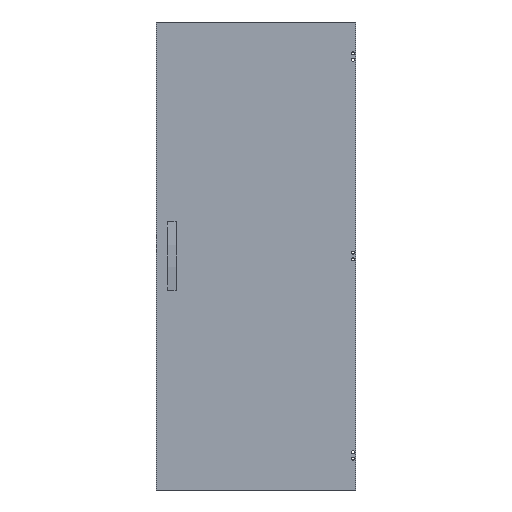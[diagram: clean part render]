
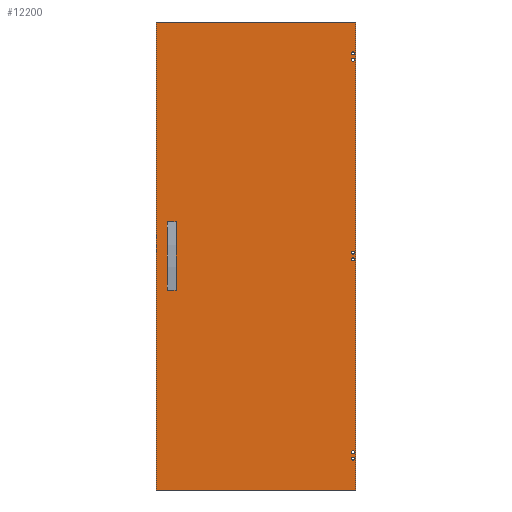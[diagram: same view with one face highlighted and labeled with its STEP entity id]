
A CAD part, front view. The second image highlights one B-rep face of the part: STEP entity #12200.
In plain terms, the highlighted planar face has unit normal (0, -1, 0).
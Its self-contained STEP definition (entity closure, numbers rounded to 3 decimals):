
#230 = EDGE_CURVE ( 'NONE', #11706, #13338, #13190, .T. ) ;
#521 = ORIENTED_EDGE ( 'NONE', *, *, #16534, .T. ) ;
#527 = CARTESIAN_POINT ( 'NONE',  ( 375., -1.5, 772.5 ) ) ;
#566 = DIRECTION ( 'NONE',  ( 0., 0., -1. ) ) ;
#568 = LINE ( 'NONE', #8524, #6019 ) ;
#828 = VECTOR ( 'NONE', #566, 1000. ) ;
#958 = FACE_BOUND ( 'NONE', #2257, .T. ) ;
#1038 = CARTESIAN_POINT ( 'NONE',  ( -379.5, -1.5, -892. ) ) ;
#1557 = EDGE_LOOP ( 'NONE', ( #11772 ) ) ;
#1628 = CARTESIAN_POINT ( 'NONE',  ( 375., -1.5, -747.5 ) ) ;
#1668 = DIRECTION ( 'NONE',  ( 1., 0., 0. ) ) ;
#1706 = ORIENTED_EDGE ( 'NONE', *, *, #11343, .T. ) ;
#1781 = DIRECTION ( 'NONE',  ( 0., 1., 0. ) ) ;
#2090 = CARTESIAN_POINT ( 'NONE',  ( 369.5, -1.5, -12.5 ) ) ;
#2167 = EDGE_CURVE ( 'NONE', #8380, #4920, #14080, .T. ) ;
#2257 = EDGE_LOOP ( 'NONE', ( #16667 ) ) ;
#2553 = AXIS2_PLACEMENT_3D ( 'NONE', #15138, #4637, #14972 ) ;
#2560 = AXIS2_PLACEMENT_3D ( 'NONE', #2090, #12242, #14605 ) ;
#2584 = EDGE_CURVE ( 'NONE', #12480, #12480, #12856, .T. ) ;
#2781 = DIRECTION ( 'NONE',  ( 1., 0., 0. ) ) ;
#2867 = FACE_BOUND ( 'NONE', #6028, .T. ) ;
#3266 = CARTESIAN_POINT ( 'NONE',  ( 375., -1.5, 747.5 ) ) ;
#3476 = ORIENTED_EDGE ( 'NONE', *, *, #2167, .T. ) ;
#3681 = LINE ( 'NONE', #16636, #4011 ) ;
#3704 = EDGE_CURVE ( 'NONE', #11706, #4920, #568, .T. ) ;
#4011 = VECTOR ( 'NONE', #6296, 1000. ) ;
#4281 = CARTESIAN_POINT ( 'NONE',  ( 369.5, -1.5, 12.5 ) ) ;
#4361 = DIRECTION ( 'NONE',  ( 0., 1., 0. ) ) ;
#4449 = EDGE_LOOP ( 'NONE', ( #1706 ) ) ;
#4566 = CARTESIAN_POINT ( 'NONE',  ( 369.5, -1.5, -747.5 ) ) ;
#4637 = DIRECTION ( 'NONE',  ( 0., 1., 0. ) ) ;
#4690 = CARTESIAN_POINT ( 'NONE',  ( -379.5, -1.5, 892. ) ) ;
#4920 = VERTEX_POINT ( 'NONE', #12877 ) ;
#5144 = AXIS2_PLACEMENT_3D ( 'NONE', #10573, #13026, #2781 ) ;
#5236 = PLANE ( 'NONE',  #5144 ) ;
#5566 = DIRECTION ( 'NONE',  ( 1., 0., 0. ) ) ;
#5964 = VERTEX_POINT ( 'NONE', #16306 ) ;
#6019 = VECTOR ( 'NONE', #10893, 1000. ) ;
#6028 = EDGE_LOOP ( 'NONE', ( #14283 ) ) ;
#6187 = EDGE_CURVE ( 'NONE', #6870, #6870, #10465, .T. ) ;
#6296 = DIRECTION ( 'NONE',  ( -1., 0., 0. ) ) ;
#6586 = EDGE_CURVE ( 'NONE', #14818, #14818, #9390, .T. ) ;
#6870 = VERTEX_POINT ( 'NONE', #1628 ) ;
#7322 = EDGE_CURVE ( 'NONE', #8380, #13338, #3681, .T. ) ;
#7642 = CARTESIAN_POINT ( 'NONE',  ( 375., -1.5, -12.5 ) ) ;
#7712 = AXIS2_PLACEMENT_3D ( 'NONE', #7716, #16690, #11618 ) ;
#7716 = CARTESIAN_POINT ( 'NONE',  ( 369.5, -1.5, -772.5 ) ) ;
#7719 = EDGE_LOOP ( 'NONE', ( #521 ) ) ;
#8256 = EDGE_LOOP ( 'NONE', ( #12525, #14662, #3476, #11395 ) ) ;
#8354 = EDGE_LOOP ( 'NONE', ( #11918 ) ) ;
#8380 = VERTEX_POINT ( 'NONE', #15800 ) ;
#8524 = CARTESIAN_POINT ( 'NONE',  ( 0., -1.5, 892. ) ) ;
#9390 = CIRCLE ( 'NONE', #14782, 5.5 ) ;
#9575 = CIRCLE ( 'NONE', #2553, 5.5 ) ;
#9699 = VERTEX_POINT ( 'NONE', #3266 ) ;
#9863 = CIRCLE ( 'NONE', #2560, 5.5 ) ;
#10136 = AXIS2_PLACEMENT_3D ( 'NONE', #4281, #4361, #1668 ) ;
#10365 = CARTESIAN_POINT ( 'NONE',  ( 379.5, -1.5, 0. ) ) ;
#10465 = CIRCLE ( 'NONE', #11002, 5.5 ) ;
#10485 = FACE_BOUND ( 'NONE', #4449, .T. ) ;
#10573 = CARTESIAN_POINT ( 'NONE',  ( 0., -1.5, 0. ) ) ;
#10681 = CIRCLE ( 'NONE', #10136, 5.5 ) ;
#10893 = DIRECTION ( 'NONE',  ( 1., 0., 0. ) ) ;
#10921 = DIRECTION ( 'NONE',  ( 1., 0., 0. ) ) ;
#11002 = AXIS2_PLACEMENT_3D ( 'NONE', #4566, #1781, #10921 ) ;
#11159 = EDGE_CURVE ( 'NONE', #9699, #9699, #9575, .T. ) ;
#11343 = EDGE_CURVE ( 'NONE', #5964, #5964, #10681, .T. ) ;
#11395 = ORIENTED_EDGE ( 'NONE', *, *, #3704, .F. ) ;
#11618 = DIRECTION ( 'NONE',  ( 1., 0., 0. ) ) ;
#11706 = VERTEX_POINT ( 'NONE', #4690 ) ;
#11722 = DIRECTION ( 'NONE',  ( 0., 0., 1. ) ) ;
#11772 = ORIENTED_EDGE ( 'NONE', *, *, #6187, .T. ) ;
#11840 = FACE_BOUND ( 'NONE', #8354, .T. ) ;
#11918 = ORIENTED_EDGE ( 'NONE', *, *, #6586, .T. ) ;
#12160 = CARTESIAN_POINT ( 'NONE',  ( -379.5, -1.5, 0. ) ) ;
#12200 = ADVANCED_FACE ( 'NONE', ( #14459, #2867, #11840, #10485, #12546, #15558, #958 ), #5236, .F. ) ;
#12242 = DIRECTION ( 'NONE',  ( 0., 1., 0. ) ) ;
#12480 = VERTEX_POINT ( 'NONE', #13982 ) ;
#12525 = ORIENTED_EDGE ( 'NONE', *, *, #230, .T. ) ;
#12546 = FACE_BOUND ( 'NONE', #7719, .T. ) ;
#12856 = CIRCLE ( 'NONE', #7712, 5.5 ) ;
#12877 = CARTESIAN_POINT ( 'NONE',  ( 379.5, -1.5, 892. ) ) ;
#13026 = DIRECTION ( 'NONE',  ( 0., 1., 0. ) ) ;
#13190 = LINE ( 'NONE', #12160, #828 ) ;
#13338 = VERTEX_POINT ( 'NONE', #1038 ) ;
#13520 = DIRECTION ( 'NONE',  ( 0., 1., 0. ) ) ;
#13921 = VECTOR ( 'NONE', #11722, 1000. ) ;
#13982 = CARTESIAN_POINT ( 'NONE',  ( 375., -1.5, -772.5 ) ) ;
#14080 = LINE ( 'NONE', #10365, #13921 ) ;
#14283 = ORIENTED_EDGE ( 'NONE', *, *, #11159, .T. ) ;
#14459 = FACE_OUTER_BOUND ( 'NONE', #8256, .T. ) ;
#14605 = DIRECTION ( 'NONE',  ( 1., 0., 0. ) ) ;
#14662 = ORIENTED_EDGE ( 'NONE', *, *, #7322, .F. ) ;
#14782 = AXIS2_PLACEMENT_3D ( 'NONE', #16143, #13520, #5566 ) ;
#14818 = VERTEX_POINT ( 'NONE', #527 ) ;
#14972 = DIRECTION ( 'NONE',  ( 1., 0., 0. ) ) ;
#15138 = CARTESIAN_POINT ( 'NONE',  ( 369.5, -1.5, 747.5 ) ) ;
#15558 = FACE_BOUND ( 'NONE', #1557, .T. ) ;
#15800 = CARTESIAN_POINT ( 'NONE',  ( 379.5, -1.5, -892. ) ) ;
#16143 = CARTESIAN_POINT ( 'NONE',  ( 369.5, -1.5, 772.5 ) ) ;
#16306 = CARTESIAN_POINT ( 'NONE',  ( 375., -1.5, 12.5 ) ) ;
#16457 = VERTEX_POINT ( 'NONE', #7642 ) ;
#16534 = EDGE_CURVE ( 'NONE', #16457, #16457, #9863, .T. ) ;
#16636 = CARTESIAN_POINT ( 'NONE',  ( 0., -1.5, -892. ) ) ;
#16667 = ORIENTED_EDGE ( 'NONE', *, *, #2584, .T. ) ;
#16690 = DIRECTION ( 'NONE',  ( 0., 1., 0. ) ) ;
